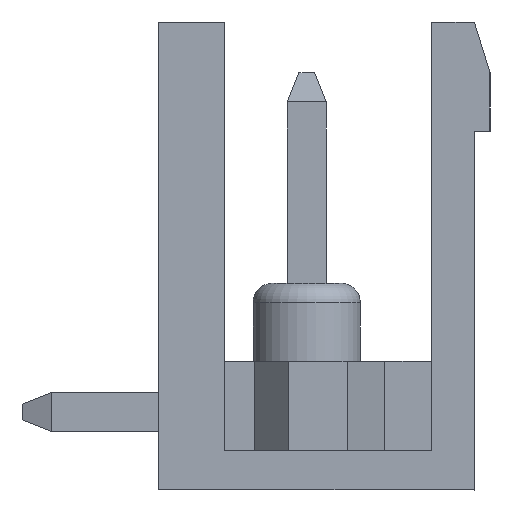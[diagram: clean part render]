
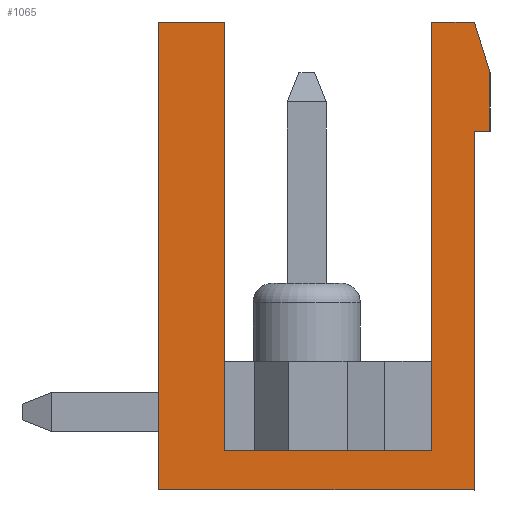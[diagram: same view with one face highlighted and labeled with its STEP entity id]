
A CAD part, left-side view. The second image highlights one B-rep face of the part: STEP entity #1065.
In plain terms, the highlighted planar face has unit normal (-1, 0, 0).
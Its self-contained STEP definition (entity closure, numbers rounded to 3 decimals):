
#1065 = ADVANCED_FACE( '', ( #2115 ), #2116, .F. );
#2115 = FACE_OUTER_BOUND( '', #3152, .T. );
#2116 = PLANE( '', #3153 );
#3152 = EDGE_LOOP( '', ( #6123, #6124, #6125, #6126, #6127, #6128, #6129, #6130, #6131, #6132, #6133 ) );
#3153 = AXIS2_PLACEMENT_3D( '', #6134, #6135, #6136 );
#6123 = ORIENTED_EDGE( '', *, *, #7401, .T. );
#6124 = ORIENTED_EDGE( '', *, *, #6408, .F. );
#6125 = ORIENTED_EDGE( '', *, *, #7602, .F. );
#6126 = ORIENTED_EDGE( '', *, *, #7625, .F. );
#6127 = ORIENTED_EDGE( '', *, *, #7043, .T. );
#6128 = ORIENTED_EDGE( '', *, *, #7241, .F. );
#6129 = ORIENTED_EDGE( '', *, *, #7100, .F. );
#6130 = ORIENTED_EDGE( '', *, *, #7480, .F. );
#6131 = ORIENTED_EDGE( '', *, *, #6989, .T. );
#6132 = ORIENTED_EDGE( '', *, *, #7135, .T. );
#6133 = ORIENTED_EDGE( '', *, *, #7627, .F. );
#6134 = CARTESIAN_POINT( '', ( -22.86, 0., 0. ) );
#6135 = DIRECTION( '', ( 1., 0., 0. ) );
#6136 = DIRECTION( '', ( 0., 0., -1. ) );
#6408 = EDGE_CURVE( '', #7659, #7660, #7661, .T. );
#6989 = EDGE_CURVE( '', #8643, #8644, #8645, .T. );
#7043 = EDGE_CURVE( '', #8730, #8728, #8731, .T. );
#7100 = EDGE_CURVE( '', #8812, #8813, #8814, .T. );
#7135 = EDGE_CURVE( '', #8644, #8864, #8865, .T. );
#7241 = EDGE_CURVE( '', #8813, #8728, #9014, .T. );
#7401 = EDGE_CURVE( '', #9234, #7660, #9235, .T. );
#7480 = EDGE_CURVE( '', #8643, #8812, #9332, .T. );
#7602 = EDGE_CURVE( '', #9465, #7659, #9467, .T. );
#7625 = EDGE_CURVE( '', #8730, #9465, #9491, .T. );
#7627 = EDGE_CURVE( '', #9234, #8864, #9493, .T. );
#7659 = VERTEX_POINT( '', #9525 );
#7660 = VERTEX_POINT( '', #9526 );
#7661 = LINE( '', #9527, #9528 );
#8643 = VERTEX_POINT( '', #10946 );
#8644 = VERTEX_POINT( '', #10947 );
#8645 = LINE( '', #10948, #10949 );
#8728 = VERTEX_POINT( '', #11070 );
#8730 = VERTEX_POINT( '', #11073 );
#8731 = LINE( '', #11074, #11075 );
#8812 = VERTEX_POINT( '', #11195 );
#8813 = VERTEX_POINT( '', #11196 );
#8814 = LINE( '', #11197, #11198 );
#8864 = VERTEX_POINT( '', #11278 );
#8865 = LINE( '', #11279, #11280 );
#9014 = LINE( '', #11499, #11500 );
#9234 = VERTEX_POINT( '', #11832 );
#9235 = LINE( '', #11833, #11834 );
#9332 = LINE( '', #11978, #11979 );
#9465 = VERTEX_POINT( '', #12177 );
#9467 = LINE( '', #12180, #12181 );
#9491 = LINE( '', #12211, #12212 );
#9493 = LINE( '', #12214, #12215 );
#9525 = CARTESIAN_POINT( '', ( -22.86, -2.95, 6. ) );
#9526 = CARTESIAN_POINT( '', ( -22.86, -4.05, 6. ) );
#9527 = CARTESIAN_POINT( '', ( -22.86, 4.05, 6. ) );
#9528 = VECTOR( '', #12247, 1000. );
#10946 = CARTESIAN_POINT( '', ( -22.86, -4.05, -6. ) );
#10947 = CARTESIAN_POINT( '', ( -22.86, -4.05, 3.2 ) );
#10948 = CARTESIAN_POINT( '', ( -22.86, -4.05, -6. ) );
#10949 = VECTOR( '', #12789, 1000. );
#11070 = CARTESIAN_POINT( '', ( -22.86, 2.35, 6. ) );
#11073 = CARTESIAN_POINT( '', ( -22.86, 2.35, -5. ) );
#11074 = CARTESIAN_POINT( '', ( -22.86, 2.35, -5. ) );
#11075 = VECTOR( '', #12841, 1000. );
#11195 = CARTESIAN_POINT( '', ( -22.86, 4.05, -6. ) );
#11196 = CARTESIAN_POINT( '', ( -22.86, 4.05, 6. ) );
#11197 = CARTESIAN_POINT( '', ( -22.86, 4.05, -6. ) );
#11198 = VECTOR( '', #12890, 1000. );
#11278 = CARTESIAN_POINT( '', ( -22.86, -4.45, 3.2 ) );
#11279 = CARTESIAN_POINT( '', ( -22.86, -4.05, 3.2 ) );
#11280 = VECTOR( '', #12924, 1000. );
#11499 = CARTESIAN_POINT( '', ( -22.86, 4.05, 6. ) );
#11500 = VECTOR( '', #13013, 1000. );
#11832 = CARTESIAN_POINT( '', ( -22.86, -4.45, 4.7 ) );
#11833 = CARTESIAN_POINT( '', ( -22.86, -4.45, 4.7 ) );
#11834 = VECTOR( '', #13156, 1000. );
#11978 = CARTESIAN_POINT( '', ( -22.86, -4.45, -6. ) );
#11979 = VECTOR( '', #13210, 1000. );
#12177 = CARTESIAN_POINT( '', ( -22.86, -2.95, -5. ) );
#12180 = CARTESIAN_POINT( '', ( -22.86, -2.95, -5. ) );
#12181 = VECTOR( '', #13286, 1000. );
#12211 = CARTESIAN_POINT( '', ( -22.86, 2.35, -5. ) );
#12212 = VECTOR( '', #13296, 1000. );
#12214 = CARTESIAN_POINT( '', ( -22.86, -4.45, 6. ) );
#12215 = VECTOR( '', #13297, 1000. );
#12247 = DIRECTION( '', ( 0., -1., 0. ) );
#12789 = DIRECTION( '', ( 0., 0., 1. ) );
#12841 = DIRECTION( '', ( 0., 0., 1. ) );
#12890 = DIRECTION( '', ( 0., 0., 1. ) );
#12924 = DIRECTION( '', ( 0., -1., 0. ) );
#13013 = DIRECTION( '', ( 0., -1., 0. ) );
#13156 = DIRECTION( '', ( 0., 0.294, 0.956 ) );
#13210 = DIRECTION( '', ( 0., 1., 0. ) );
#13286 = DIRECTION( '', ( 0., 0., 1. ) );
#13296 = DIRECTION( '', ( 0., -1., 0. ) );
#13297 = DIRECTION( '', ( 0., 0., -1. ) );
